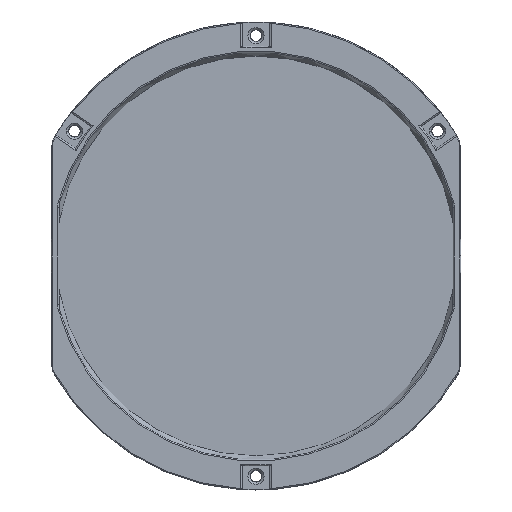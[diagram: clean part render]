
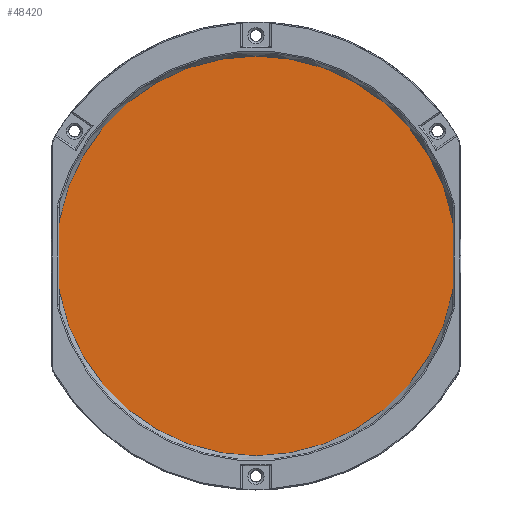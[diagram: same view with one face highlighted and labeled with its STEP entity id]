
A CAD part, front view. The second image highlights one B-rep face of the part: STEP entity #48420.
In plain terms, the highlighted planar face has unit normal (0, -1, 0).
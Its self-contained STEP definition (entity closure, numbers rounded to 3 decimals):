
#12168=CARTESIAN_POINT('',(0.,2.5,0.));
#12169=DIRECTION('',(0.,-1.,0.));
#12170=DIRECTION('',(-0.984,0.,-0.179));
#12171=AXIS2_PLACEMENT_3D('',#12168,#12169,#12170);
#12185=CARTESIAN_POINT('',(-72.456,2.5,-11.299));
#12186=CARTESIAN_POINT('',(-72.456,2.5,-11.435));
#12187=CARTESIAN_POINT('',(-72.453,2.5,
-11.702));
#12188=CARTESIAN_POINT('',(-72.436,2.5,
-12.082));
#12189=CARTESIAN_POINT('',(-72.409,2.5,
-12.451));
#12190=CARTESIAN_POINT('',(-72.368,2.5,
-12.818));
#12191=CARTESIAN_POINT('',(-72.331,2.5,
-13.057));
#12192=CARTESIAN_POINT('',(-72.31,2.5,
-13.174));
#12199=DIRECTION('',(0.,0.,-1.));
#12200=VECTOR('',#12199,22.597);
#12201=CARTESIAN_POINT('',(-72.456,2.5,11.299));
#12202=LINE('',#12201,#12200);
#12213=CARTESIAN_POINT('',(-72.309,2.5,13.179));
#12214=CARTESIAN_POINT('',(-72.331,2.5,13.055));
#12215=CARTESIAN_POINT('',(-72.369,2.5,12.808));
#12216=CARTESIAN_POINT('',(-72.41,2.5,12.436));
#12217=CARTESIAN_POINT('',(-72.437,2.5,12.067));
#12218=CARTESIAN_POINT('',(-72.453,2.5,11.693));
#12219=CARTESIAN_POINT('',(-72.456,2.5,11.431));
#12220=CARTESIAN_POINT('',(-72.456,2.5,11.299));
#12227=CARTESIAN_POINT('',(0.,2.5,0.));
#12228=DIRECTION('',(0.,-1.,0.));
#12229=DIRECTION('',(0.984,0.,0.179));
#12230=AXIS2_PLACEMENT_3D('',#12227,#12228,#12229);
#12244=CARTESIAN_POINT('',(72.456,2.5,11.299));
#12245=CARTESIAN_POINT('',(72.456,2.5,11.435));
#12246=CARTESIAN_POINT('',(72.453,2.5,11.702));
#12247=CARTESIAN_POINT('',(72.436,2.5,12.082));
#12248=CARTESIAN_POINT('',(72.409,2.5,12.451));
#12249=CARTESIAN_POINT('',(72.368,2.5,12.818));
#12250=CARTESIAN_POINT('',(72.331,2.5,13.057));
#12251=CARTESIAN_POINT('',(72.31,2.5,13.174));
#12258=DIRECTION('',(0.,0.,1.));
#12259=VECTOR('',#12258,22.597);
#12260=CARTESIAN_POINT('',(72.456,2.5,-11.299));
#12261=LINE('',#12260,#12259);
#12272=CARTESIAN_POINT('',(72.309,2.5,-13.179));
#12273=CARTESIAN_POINT('',(72.331,2.5,-13.055));
#12274=CARTESIAN_POINT('',(72.369,2.5,-12.808));
#12275=CARTESIAN_POINT('',(72.41,2.5,-12.436));
#12276=CARTESIAN_POINT('',(72.437,2.5,-12.067));
#12277=CARTESIAN_POINT('',(72.453,2.5,-11.693));
#12278=CARTESIAN_POINT('',(72.456,2.5,-11.431));
#12279=CARTESIAN_POINT('',(72.456,2.5,-11.299));
#20054=CARTESIAN_POINT('',(-72.31,2.5,-13.173));
#20055=CARTESIAN_POINT('',(72.309,2.5,-13.179));
#20056=VERTEX_POINT('',#20054);
#20057=VERTEX_POINT('',#20055);
#20058=VERTEX_POINT('',#12279);
#20059=VERTEX_POINT('',#12244);
#20060=VERTEX_POINT('',#12251);
#20061=CARTESIAN_POINT('',(-72.309,2.5,13.179));
#20062=VERTEX_POINT('',#20061);
#20184=VERTEX_POINT('',#12220);
#20185=VERTEX_POINT('',#12185);
#48398=CARTESIAN_POINT('',(0.,2.5,0.));
#48399=DIRECTION('',(0.,-1.,0.));
#48400=DIRECTION('',(1.,0.,0.));
#48401=AXIS2_PLACEMENT_3D('',#48398,#48399,#48400);
#48402=PLANE('',#48401);
#48403=ORIENTED_EDGE('',*,*,#48388,.F.);
#48405=ORIENTED_EDGE('',*,*,#48404,.F.);
#48407=ORIENTED_EDGE('',*,*,#48406,.F.);
#48409=ORIENTED_EDGE('',*,*,#48408,.F.);
#48411=ORIENTED_EDGE('',*,*,#48410,.F.);
#48413=ORIENTED_EDGE('',*,*,#48412,.F.);
#48415=ORIENTED_EDGE('',*,*,#48414,.F.);
#48417=ORIENTED_EDGE('',*,*,#48416,.F.);
#48418=EDGE_LOOP('',(#48403,#48405,#48407,#48409,#48411,#48413,#48415,#48417));
#48419=FACE_OUTER_BOUND('',#48418,.F.);
#48420=ADVANCED_FACE('',(#48419),#48402,.T.);
#12172=CIRCLE('',#12171,73.5);
#12193=B_SPLINE_CURVE_WITH_KNOTS('',3,(#12185,#12186,#12187,#12188,#12189,
#12190,#12191,#12192),.UNSPECIFIED.,.F.,.F.,(4,1,1,1,1,4),(0.,0.2,0.4,
0.6,0.8,1.),.UNSPECIFIED.);
#12221=B_SPLINE_CURVE_WITH_KNOTS('',3,(#12213,#12214,#12215,#12216,#12217,
#12218,#12219,#12220),.UNSPECIFIED.,.F.,.F.,(4,1,1,1,1,4),(0.,0.2,0.4,
0.6,0.8,1.),.UNSPECIFIED.);
#12231=CIRCLE('',#12230,73.5);
#12252=B_SPLINE_CURVE_WITH_KNOTS('',3,(#12244,#12245,#12246,#12247,#12248,
#12249,#12250,#12251),.UNSPECIFIED.,.F.,.F.,(4,1,1,1,1,4),(0.,0.2,0.4,
0.6,0.8,1.),.UNSPECIFIED.);
#12280=B_SPLINE_CURVE_WITH_KNOTS('',3,(#12272,#12273,#12274,#12275,#12276,
#12277,#12278,#12279),.UNSPECIFIED.,.F.,.F.,(4,1,1,1,1,4),(0.,0.2,0.4,
0.6,0.8,1.),.UNSPECIFIED.);
#48388=EDGE_CURVE('',#20056,#20057,#12172,.T.);
#48404=EDGE_CURVE('',#20185,#20056,#12193,.T.);
#48406=EDGE_CURVE('',#20184,#20185,#12202,.T.);
#48408=EDGE_CURVE('',#20062,#20184,#12221,.T.);
#48410=EDGE_CURVE('',#20060,#20062,#12231,.T.);
#48412=EDGE_CURVE('',#20059,#20060,#12252,.T.);
#48414=EDGE_CURVE('',#20058,#20059,#12261,.T.);
#48416=EDGE_CURVE('',#20057,#20058,#12280,.T.);
